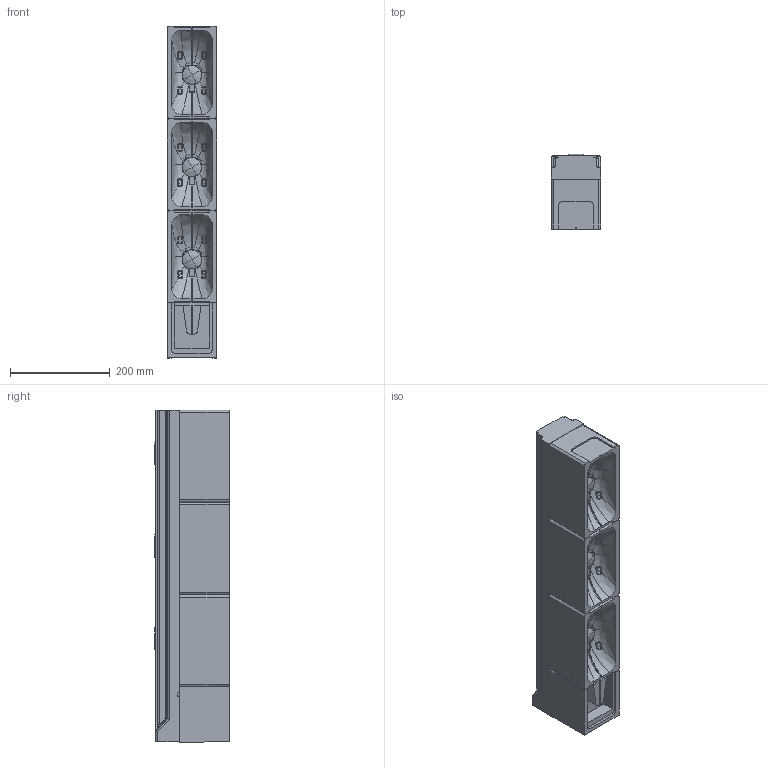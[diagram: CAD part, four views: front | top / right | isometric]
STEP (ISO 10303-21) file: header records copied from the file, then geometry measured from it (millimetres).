
FILE_DESCRIPTION(('CATIA V5 STEP Exchange','CAx-IF Rec.Pracs.--- Model Styling and Organization---1.2---2011-12-15'),'2;1');
FILE_NAME('01438.stp','2015-10-08T10:01:02+00:00',('none'),('none'),'Version 5-6 Release 2012','CATIA V5 STEP AP214','none');
FILE_SCHEMA(('AUTOMOTIVE_DESIGN { 1 0 10303 214 1 1 1 1 }'));
Length unit declared in the file: millimetre
Products named in the file (6): 01438; Anschlussleiste 800A; cover (Klappdeckel); pole cover (Polabdeckung); cable cover (Kabelraumabdeckung); lower part (Unterteil)
Assembly tree (9 placements, depth 3):
  01438
    Anschlussleiste 800A
      cover (Klappdeckel)  x3
      pole cover (Polabdeckung)  x3
      cable cover (Kabelraumabdeckung)
      lower part (Unterteil)
Bounding box: 99 x 150 x 665.74 mm (x, y, z)
Volume: 6362424 mm3; surface area: 690656.6 mm2
Topology: 8 solids, 15 shells, 1220 faces, 3360 edges, 2142 vertices
Faces by surface type: plane 545, bspline 333, cylinder 289, sphere 24, cone 18, extrusion 10, torus 1
Entity records: 31453 total; most frequent: CARTESIAN_POINT 15038, ORIENTED_EDGE 3106, DIRECTION 1824, EDGE_CURVE 1553, VERTEX_POINT 1010, VECTOR 884, LINE 880, EDGE_LOOP 579
